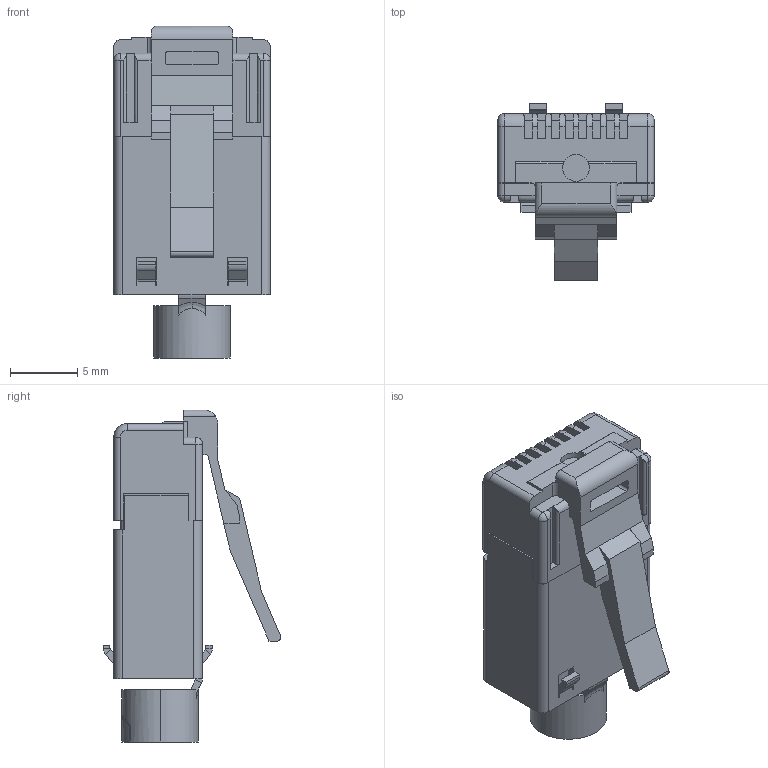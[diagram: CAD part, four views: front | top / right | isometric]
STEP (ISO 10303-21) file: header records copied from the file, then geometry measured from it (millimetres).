
FILE_DESCRIPTION (( 'STEP AP203' ), '1' );
FILE_NAME ('Customer-BB(090)A376.STEP', '2020-05-26T00:39:51', ( '' ), ( '' ), 'SwSTEP 2.0', 'SolidWorks 2018', '' );
FILE_SCHEMA (( 'CONFIG_CONTROL_DESIGN' ));
Length unit declared in the file: millimetre
Products named in the file (1): Customer-BB(090)A376
Bounding box: 11.68 x 13.23 x 24.74 mm (x, y, z)
Volume: 1538.5 mm3; surface area: 1368.4 mm2
Topology: 1 solids, 2 shells, 391 faces, 1044 edges, 662 vertices
Faces by surface type: plane 291, cylinder 94, bspline 2, torus 2, sphere 2
Entity records: 12131 total; most frequent: CARTESIAN_POINT 2404, ORIENTED_EDGE 2084, DIRECTION 1915, EDGE_CURVE 1042, VECTOR 805, LINE 805, VERTEX_POINT 662, AXIS2_PLACEMENT_3D 555
